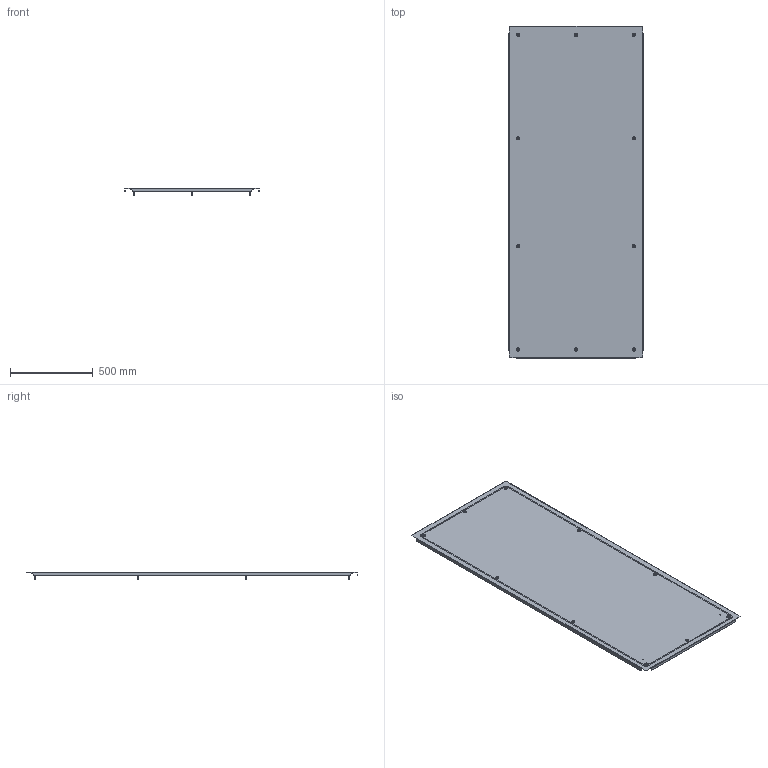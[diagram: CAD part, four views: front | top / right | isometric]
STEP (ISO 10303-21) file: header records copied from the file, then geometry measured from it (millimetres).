
FILE_DESCRIPTION (( 'STEP AP214' ), '1' );
FILE_NAME ('PR800WP Ïàíåëü çàäíÿÿ_èçâ0130_10.20.step', '2020-11-05T18:43:19', ( '' ), ( '' ), 'SwSTEP 2.0', 'SolidWorks 2019', '' );
FILE_SCHEMA (( 'AUTOMOTIVE_DESIGN' ));
Length unit declared in the file: millimetre
Products named in the file (20): Øïèëüêà Ì6õ12_00; Óïëîòíèòåëü ïîëèóðåòàíîâûé ïàíåëè çàäíåé; Øïèëüêà Ì6õ12; Âèíò Ì6 DIN 7985; AVT001.14.00.01 Ïàíåëü çàäíÿÿ_èçâ0130_10.20; AVT001.14.00.01 Ïàíåëü çàäíÿÿ_èçâ0130_10.20_00; Âèíò Ì6 DIN 7985_6å40; PR800WP Ïàíåëü çàäíÿÿ_èçâ0130_10.20; AVT001.14.00.00 Ïàíåëü çàäíÿÿ_èçâ0130_10.20_00
Assembly tree (15 placements, depth 3):
  Øïèëüêà Ì6õ12
  Âèíò Ì6 DIN 7985
  Âèíò Ì6 DIN 7985
  Âèíò Ì6 DIN 7985
  Âèíò Ì6 DIN 7985
Bounding box: 809 x 2003 x 44.59 mm (x, y, z)
Volume: 2741852.9 mm3; surface area: 3540647.4 mm2
Topology: 14 solids, 14 shells, 459 faces, 1082 edges, 686 vertices
Faces by surface type: plane 229, cylinder 98, torus 88, cone 24, sphere 20
Entity records: 7286 total; most frequent: DIRECTION 1402, CARTESIAN_POINT 1128, ORIENTED_EDGE 1076, AXIS2_PLACEMENT_3D 604, EDGE_CURVE 538, CIRCLE 344, VERTEX_POINT 330, EDGE_LOOP 286
